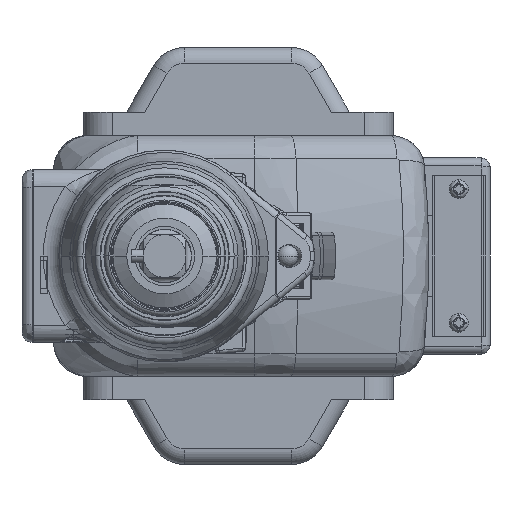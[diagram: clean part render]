
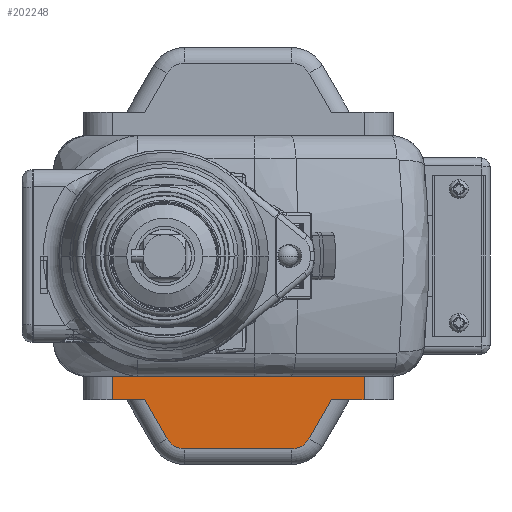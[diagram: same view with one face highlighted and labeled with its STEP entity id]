
A CAD part, left-side view. The second image highlights one B-rep face of the part: STEP entity #202248.
In plain terms, the highlighted planar face has unit normal (-1, 0, 0).
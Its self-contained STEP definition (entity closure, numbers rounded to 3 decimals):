
#153017=DIRECTION('',(0.,1.,0.));
#153018=VECTOR('',#153017,56.5);
#153019=CARTESIAN_POINT('',(348.65,-44.7,-26.75));
#153020=LINE('',#153019,#153018);
#153043=DIRECTION('',(0.,0.,1.));
#153044=VECTOR('',#153043,5.5);
#153045=CARTESIAN_POINT('',(348.65,11.8,-32.25));
#153046=LINE('',#153045,#153044);
#153051=DIRECTION('',(0.,-0.5,0.866));
#153052=VECTOR('',#153051,10.104);
#153053=CARTESIAN_POINT('',(348.65,-32.357,-41.));
#153054=LINE('',#153053,#153052);
#153055=CARTESIAN_POINT('',(348.65,-28.46,-38.75));
#153056=DIRECTION('',(-1.,0.,0.));
#153057=DIRECTION('',(0.,0.,-1.));
#153058=AXIS2_PLACEMENT_3D('',#153055,#153056,#153057);
#153060=DIRECTION('',(0.,-1.,0.));
#153061=VECTOR('',#153060,24.019);
#153062=CARTESIAN_POINT('',(348.65,-4.44,-43.25));
#153063=LINE('',#153062,#153061);
#153064=CARTESIAN_POINT('',(348.65,-4.44,-38.75));
#153065=DIRECTION('',(-1.,0.,0.));
#153066=DIRECTION('',(0.,0.866,-0.5));
#153067=AXIS2_PLACEMENT_3D('',#153064,#153065,#153066);
#153069=DIRECTION('',(0.,-0.5,-0.866));
#153070=VECTOR('',#153069,10.104);
#153071=CARTESIAN_POINT('',(348.65,4.509,-32.25));
#153072=LINE('',#153071,#153070);
#153077=DIRECTION('',(0.,0.,1.));
#153078=VECTOR('',#153077,5.5);
#153079=CARTESIAN_POINT('',(348.65,-44.7,-32.25));
#153080=LINE('',#153079,#153078);
#153116=DIRECTION('',(0.,-1.,0.));
#153117=VECTOR('',#153116,7.291);
#153118=CARTESIAN_POINT('',(348.65,11.8,-32.25));
#153119=LINE('',#153118,#153117);
#153298=DIRECTION('',(0.,-1.,0.));
#153299=VECTOR('',#153298,7.291);
#153300=CARTESIAN_POINT('',(348.65,-37.409,-32.25));
#153301=LINE('',#153300,#153299);
#192325=CARTESIAN_POINT('',(348.65,11.8,-32.25));
#192327=VERTEX_POINT('',#192325);
#192330=CARTESIAN_POINT('',(348.65,-44.7,-32.25));
#192332=VERTEX_POINT('',#192330);
#192377=CARTESIAN_POINT('',(348.65,-32.357,-41.));
#192378=CARTESIAN_POINT('',(348.65,-37.409,-32.25));
#192379=VERTEX_POINT('',#192377);
#192380=VERTEX_POINT('',#192378);
#192381=CARTESIAN_POINT('',(348.65,-28.46,-43.25));
#192382=VERTEX_POINT('',#192381);
#192385=CARTESIAN_POINT('',(348.65,-4.44,-43.25));
#192386=VERTEX_POINT('',#192385);
#192389=CARTESIAN_POINT('',(348.65,-0.543,-41.));
#192390=VERTEX_POINT('',#192389);
#192393=CARTESIAN_POINT('',(348.65,4.509,-32.25));
#192394=VERTEX_POINT('',#192393);
#192682=CARTESIAN_POINT('',(348.65,-44.7,-26.75));
#192683=CARTESIAN_POINT('',(348.65,11.8,-26.75));
#192684=VERTEX_POINT('',#192682);
#192685=VERTEX_POINT('',#192683);
#202223=CARTESIAN_POINT('',(348.65,-51.2,-26.75));
#202224=DIRECTION('',(-1.,0.,0.));
#202225=DIRECTION('',(0.,1.,0.));
#202226=AXIS2_PLACEMENT_3D('',#202223,#202224,#202225);
#202227=PLANE('',#202226);
#202228=ORIENTED_EDGE('',*,*,#202170,.F.);
#202230=ORIENTED_EDGE('',*,*,#202229,.F.);
#202232=ORIENTED_EDGE('',*,*,#202231,.F.);
#202234=ORIENTED_EDGE('',*,*,#202233,.F.);
#202236=ORIENTED_EDGE('',*,*,#202235,.F.);
#202238=ORIENTED_EDGE('',*,*,#202237,.F.);
#202240=ORIENTED_EDGE('',*,*,#202239,.F.);
#202242=ORIENTED_EDGE('',*,*,#202241,.F.);
#202244=ORIENTED_EDGE('',*,*,#202243,.F.);
#202245=ORIENTED_EDGE('',*,*,#202214,.T.);
#202246=EDGE_LOOP('',(#202228,#202230,#202232,#202234,#202236,#202238,#202240,
#202242,#202244,#202245));
#202247=FACE_OUTER_BOUND('',#202246,.F.);
#202248=ADVANCED_FACE('',(#202247),#202227,.T.);
#153059=CIRCLE('',#153058,4.5);
#153068=CIRCLE('',#153067,4.5);
#202170=EDGE_CURVE('',#192684,#192685,#153020,.T.);
#202214=EDGE_CURVE('',#192327,#192685,#153046,.T.);
#202229=EDGE_CURVE('',#192332,#192684,#153080,.T.);
#202231=EDGE_CURVE('',#192380,#192332,#153301,.T.);
#202233=EDGE_CURVE('',#192379,#192380,#153054,.T.);
#202235=EDGE_CURVE('',#192382,#192379,#153059,.T.);
#202237=EDGE_CURVE('',#192386,#192382,#153063,.T.);
#202239=EDGE_CURVE('',#192390,#192386,#153068,.T.);
#202241=EDGE_CURVE('',#192394,#192390,#153072,.T.);
#202243=EDGE_CURVE('',#192327,#192394,#153119,.T.);
